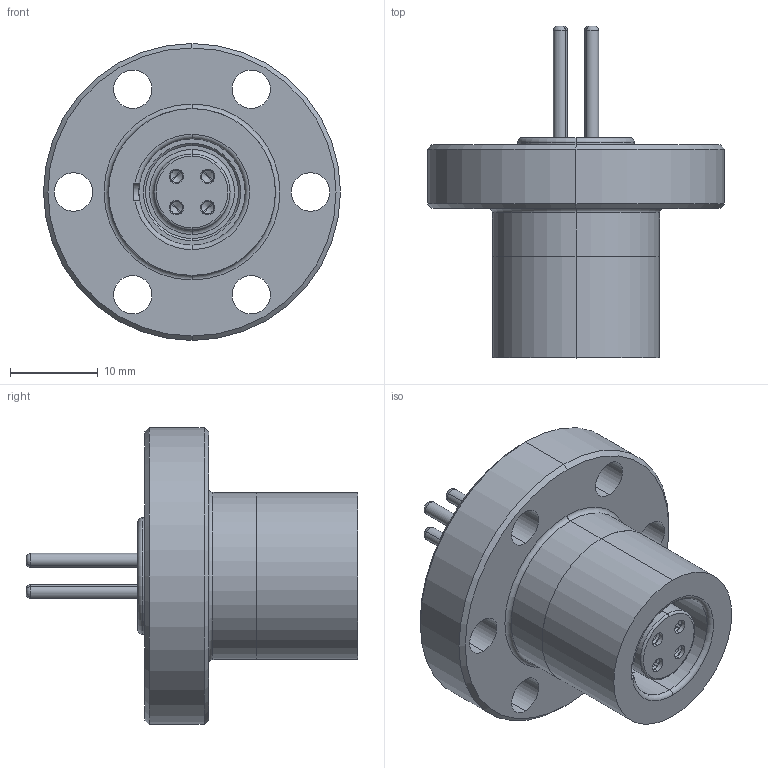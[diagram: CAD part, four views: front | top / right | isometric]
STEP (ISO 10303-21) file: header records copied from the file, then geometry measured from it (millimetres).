
FILE_DESCRIPTION (( 'STEP AP203' ), '1' );
FILE_NAME ('23655-01-CF.STEP', '2019-10-11T14:03:37', ( '' ), ( '' ), 'SwSTEP 2.0', 'SolidWorks 2019', '' );
FILE_SCHEMA (( 'CONFIG_CONTROL_DESIGN' ));
Length unit declared in the file: inch
Products named in the file (7): 23652_01; 23132_01; 23660_01; 23659_01; 23655-01-CF; 23134_01; 06863_01
Assembly tree (10 placements, depth 3):
  23655-01-CF
    23652_01
      23659_01
      23132_01  x2
      23660_01  x4
      23134_01
    06863_01
Bounding box: 33.78 x 37.74 x 33.78 mm (x, y, z)
Volume: 8893.2 mm3; surface area: 9237.5 mm2
Topology: 9 solids, 9 shells, 229 faces, 539 edges, 336 vertices
Faces by surface type: cylinder 107, plane 66, cone 29, torus 27
Entity records: 5314 total; most frequent: DIRECTION 883, CARTESIAN_POINT 784, ORIENTED_EDGE 690, AXIS2_PLACEMENT_3D 382, EDGE_CURVE 345, CIRCLE 217, VERTEX_POINT 217, EDGE_LOOP 196
